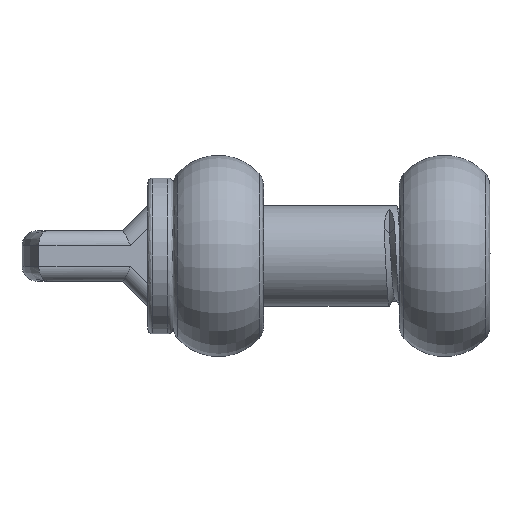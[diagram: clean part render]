
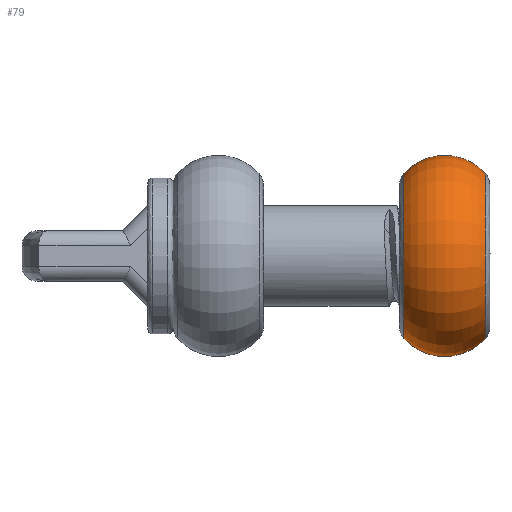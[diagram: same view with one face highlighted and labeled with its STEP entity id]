
A CAD part, front view. The second image highlights one B-rep face of the part: STEP entity #79.
In plain terms, the highlighted toroidal (fillet/blend) face has major radius 4.6 mm and minor radius 5.4 mm.
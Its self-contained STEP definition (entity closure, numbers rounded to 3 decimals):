
#79=ADVANCED_FACE('NONE',(#413),#414,.T.);
#413=FACE_OUTER_BOUND('',#1070,.T.);
#414=TOROIDAL_SURFACE('',#1071,4.6,5.4);
#1070=EDGE_LOOP('',(#7374,#7375,#7376,#7377));
#1071=AXIS2_PLACEMENT_3D('',#7378,#7379,#7380);
#7374=ORIENTED_EDGE('',*,*,#9639,.F.);
#7375=ORIENTED_EDGE('',*,*,#9643,.T.);
#7376=ORIENTED_EDGE('',*,*,#9644,.T.);
#7377=ORIENTED_EDGE('',*,*,#9645,.T.);
#7378=CARTESIAN_POINT('',(11.25,0.,0.));
#7379=DIRECTION('',(1.0,-0.0,0.0));
#7380=DIRECTION('',(0.0,0.0,-1.0));
#9639=EDGE_CURVE('NONE',#10545,#10547,#10548,.T.);
#9643=EDGE_CURVE('NONE',#10545,#10554,#10555,.T.);
#9644=EDGE_CURVE('NONE',#10554,#10556,#10557,.T.);
#9645=EDGE_CURVE('NONE',#10556,#10547,#10558,.T.);
#10545=VERTEX_POINT('NONE',#12801);
#10547=VERTEX_POINT('NONE',#12803);
#10548=CIRCLE('',#12804,5.4);
#10554=VERTEX_POINT('NONE',#12848);
#10555=CIRCLE('',#12849,8.172);
#10556=VERTEX_POINT('NONE',#12850);
#10557=CIRCLE('',#12851,5.4);
#10558=CIRCLE('',#12852,8.172);
#12801=CARTESIAN_POINT('',(7.2,0.,8.172));
#12803=CARTESIAN_POINT('',(15.3,0.,8.172));
#12804=AXIS2_PLACEMENT_3D('',#19013,#19014,#19015);
#12848=CARTESIAN_POINT('',(7.2,0.,-8.172));
#12849=AXIS2_PLACEMENT_3D('',#19019,#19020,#19021);
#12850=CARTESIAN_POINT('',(15.3,0.,-8.172));
#12851=AXIS2_PLACEMENT_3D('',#19022,#19023,#19024);
#12852=AXIS2_PLACEMENT_3D('',#19025,#19026,#19027);
#19013=CARTESIAN_POINT('',(11.25,0.,4.6));
#19014=DIRECTION('',(-0.0,1.0,0.));
#19015=DIRECTION('',(0.0,0.,1.0));
#19019=CARTESIAN_POINT('',(7.2,0.0,0.0));
#19020=DIRECTION('',(1.0,-0.0,0.0));
#19021=DIRECTION('',(0.0,0.,-1.0));
#19022=CARTESIAN_POINT('',(11.25,0.,-4.6));
#19023=DIRECTION('',(0.0,-1.0,0.0));
#19024=DIRECTION('',(0.0,0.0,-1.0));
#19025=CARTESIAN_POINT('',(15.3,0.0,0.0));
#19026=DIRECTION('',(-1.0,0.0,0.0));
#19027=DIRECTION('',(0.0,0.,-1.0));
